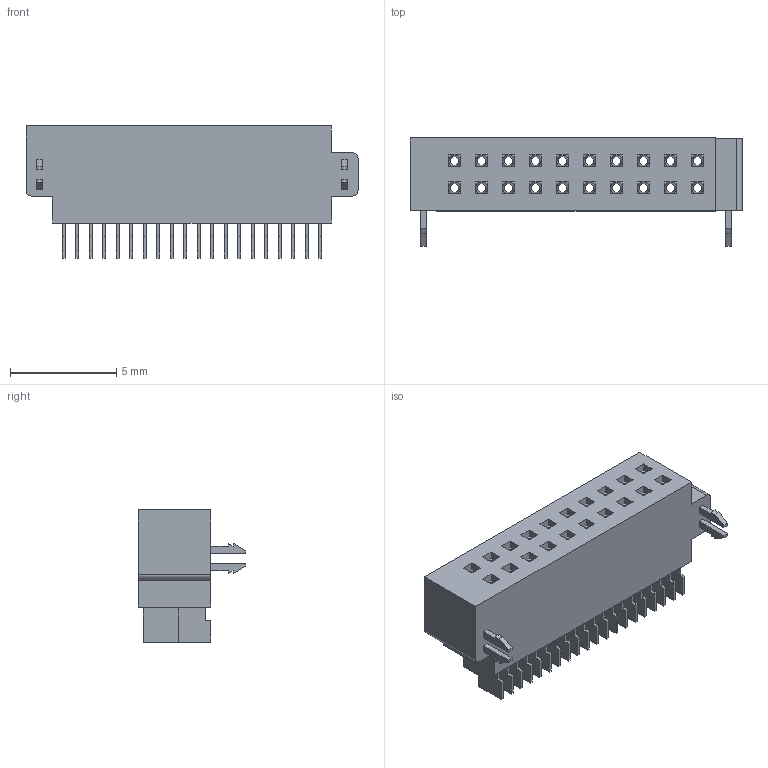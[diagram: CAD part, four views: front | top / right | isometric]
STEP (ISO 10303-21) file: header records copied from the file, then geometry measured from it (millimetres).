
FILE_DESCRIPTION(/* description */ ('STEP AP214'),/* implementation_level */ '2;1');
FILE_NAME(/* name */ 'SFMH-110-02-L-D-LC',/* time_stamp */ '2024-09-02T13:29:13+02:00',/* author */ ('License CC BY-ND 4.0'),/* organization */ ('CADENAS'),/* preprocessor_version */ 'ST-DEVELOPER v19.3',/* originating_system */ 'PARTsolutions',/* authorisation */ ' ');
FILE_SCHEMA (('AUTOMOTIVE_DESIGN {1 0 10303 214 3 1 1}'));
Length unit declared in the file: inch
Products named in the file (3): SFMH-110-02-L-D-LC; SFMH-110-02-D-LC_socket; C-108-10-D
Assembly tree (2 placements, depth 2):
  SFMH-110-02-L-D-LC
    SFMH-110-02-D-LC_socket
    C-108-10-D
Bounding box: 15.62 x 5.08 x 6.22 mm (x, y, z)
Volume: 312.2 mm3; surface area: 1033.7 mm2
Topology: 2 solids, 2 shells, 457 faces, 1267 edges, 818 vertices
Faces by surface type: plane 414, cylinder 23, cone 20
Full cylindrical faces by diameter (mm): 0.813 x20
Entity records: 14345 total; most frequent: CARTESIAN_POINT 2505, ORIENTED_EDGE 2454, DIRECTION 2233, EDGE_CURVE 1227, LINE 1141, VECTOR 1141, VERTEX_POINT 818, EDGE_LOOP 601
